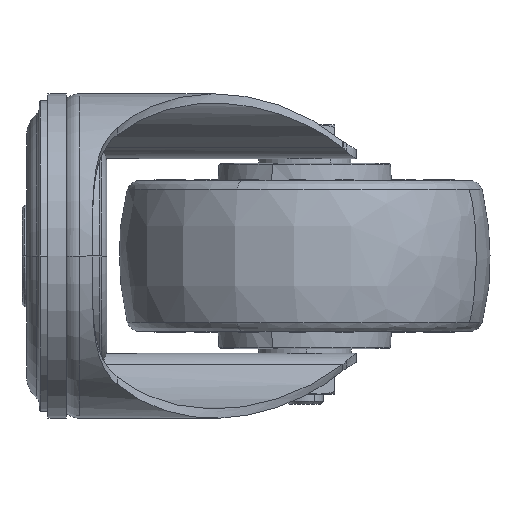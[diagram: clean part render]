
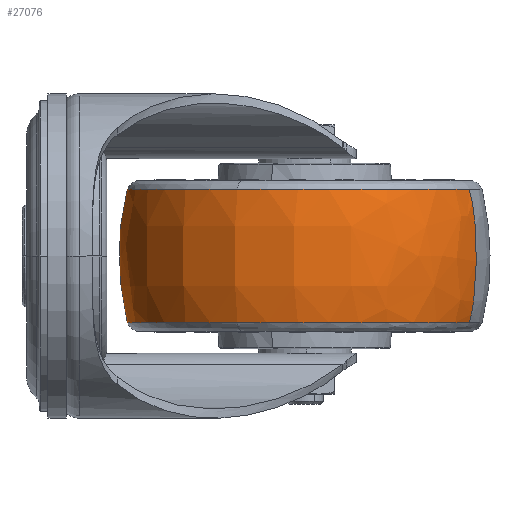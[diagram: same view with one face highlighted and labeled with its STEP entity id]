
A CAD part, left-side view. The second image highlights one B-rep face of the part: STEP entity #27076.
In plain terms, the highlighted free-form (B-spline) face has degree [3, 3] with [4, 4] control points.
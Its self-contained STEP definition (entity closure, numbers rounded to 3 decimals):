
#365 = DIRECTION ( 'NONE',  ( 0., 0., 1. ) ) ;
#630 = DIRECTION ( 'NONE',  ( 0.926, -0.378, 0. ) ) ;
#851 = ORIENTED_EDGE ( 'NONE', *, *, #35531, .F. ) ;
#1003 = FACE_OUTER_BOUND ( 'NONE', #16406, .T. ) ;
#1035 = CIRCLE ( 'NONE', #22143, 38.318 ) ;
#2825 = CARTESIAN_POINT ( 'NONE',  ( 23.505, -96.47, -14.374 ) ) ;
#2897 = DIRECTION ( 'NONE',  ( 0.926, -0.378, 0. ) ) ;
#3030 = VERTEX_POINT ( 'NONE', #2825 ) ;
#3561 = AXIS2_PLACEMENT_3D ( 'NONE', #8547, #28772, #2897 ) ;
#3581 = VERTEX_POINT ( 'NONE', #32546 ) ;
#3821 = CARTESIAN_POINT ( 'NONE',  ( -53.184, -67.915, -7.653 ) ) ;
#4000 = CARTESIAN_POINT ( 'NONE',  ( 23.505, -96.47, 14.374 ) ) ;
#4025 = CARTESIAN_POINT ( 'NONE',  ( -18.445, 3.461, 14.374 ) ) ;
#4037 = ORIENTED_EDGE ( 'NONE', *, *, #28305, .F. ) ;
#4187 = AXIS2_PLACEMENT_3D ( 'NONE', #24084, #9347, #17856 ) ;
#5198 = ORIENTED_EDGE ( 'NONE', *, *, #37237, .F. ) ;
#5942 = CARTESIAN_POINT ( 'NONE',  ( 38., -61., -14.374 ) ) ;
#5982 = CIRCLE ( 'NONE', #4187, 38.318 ) ;
#6639 = CARTESIAN_POINT ( 'NONE',  ( 52.495, -25.53, 14.374 ) ) ;
#7667 = CARTESIAN_POINT ( 'NONE',  ( 2.53, -46.505, 14.374 ) ) ;
#8012 = CARTESIAN_POINT ( 'NONE',  ( 52.495, -25.53, -14.374 ) ) ;
#8223 = VERTEX_POINT ( 'NONE', #36096 ) ;
#8547 = CARTESIAN_POINT ( 'NONE',  ( 38., -61., -14.374 ) ) ;
#9279 = CARTESIAN_POINT ( 'NONE',  ( 53.471, -23.143, 7.653 ) ) ;
#9347 = DIRECTION ( 'NONE',  ( 0., 0., 1. ) ) ;
#9386 = EDGE_CURVE ( 'NONE', #8223, #24467, #36174, .T. ) ;
#12036 = CARTESIAN_POINT ( 'NONE',  ( 23.505, -96.47, -14.374 ) ) ;
#12097 = CARTESIAN_POINT ( 'NONE',  ( -47.435, -67.479, -14.374 ) ) ;
#12492 = CARTESIAN_POINT ( 'NONE',  ( -53.184, -67.915, 7.653 ) ) ;
#12672 = CARTESIAN_POINT ( 'NONE',  ( 53.471, -23.143, -7.653 ) ) ;
#14857 = CARTESIAN_POINT ( 'NONE',  ( 38., -61., 14.374 ) ) ;
#15430 = CARTESIAN_POINT ( 'NONE',  ( 22.529, -98.857, 7.653 ) ) ;
#15490 = CARTESIAN_POINT ( 'NONE',  ( -47.435, -67.479, 14.374 ) ) ;
#16406 = EDGE_LOOP ( 'NONE', ( #5198, #25493, #16933, #4037, #851, #20677 ) ) ;
#16546 = VERTEX_POINT ( 'NONE', #4000 ) ;
#16933 = ORIENTED_EDGE ( 'NONE', *, *, #36632, .F. ) ;
#17426 = CARTESIAN_POINT ( 'NONE',  ( 52.495, -25.53, 14.374 ) ) ;
#17856 = DIRECTION ( 'NONE',  ( -0.926, 0.378, 0. ) ) ;
#17974 = CARTESIAN_POINT ( 'NONE',  ( -22.243, 7.798, -7.653 ) ) ;
#18381 = CARTESIAN_POINT ( 'NONE',  ( 52.495, -25.53, -14.374 ) ) ;
#20476 = DIRECTION ( 'NONE',  ( 0., 0., -1. ) ) ;
#20622 = CARTESIAN_POINT ( 'NONE',  ( -18.445, 3.461, -14.374 ) ) ;
#20677 = ORIENTED_EDGE ( 'NONE', *, *, #36921, .F. ) ;
#21353 =( BOUNDED_CURVE ( )  B_SPLINE_CURVE ( 3, ( #24150, #15430, #27019, #12036 ),
 .UNSPECIFIED., .F., .F. ) 
 B_SPLINE_CURVE_WITH_KNOTS ( ( 4, 4 ),
 ( 0., 1. ),
 .UNSPECIFIED. ) 
 CURVE ( )  GEOMETRIC_REPRESENTATION_ITEM ( )  RATIONAL_B_SPLINE_CURVE ( ( 1., 0.626, 0.626, 1. ) ) 
 REPRESENTATION_ITEM ( '' )  );
#22143 = AXIS2_PLACEMENT_3D ( 'NONE', #14857, #365, #32108 ) ;
#22748 = CARTESIAN_POINT ( 'NONE',  ( 53.471, -23.143, -7.653 ) ) ;
#23226 =( BOUNDED_SURFACE ( )  B_SPLINE_SURFACE ( 3, 3, ( 
 ( #32566, #20622, #12097, #23636 ),
 ( #12672, #17974, #3821, #35214 ),
 ( #9279, #29900, #12492, #26672 ),
 ( #6639, #4025, #15490, #26884 ) ),
 .UNSPECIFIED., .F., .F., .F. ) 
 B_SPLINE_SURFACE_WITH_KNOTS ( ( 4, 4 ),
 ( 4, 4 ),
 ( 0., 1. ),
 ( 0., 1. ),
 .UNSPECIFIED. ) 
 GEOMETRIC_REPRESENTATION_ITEM ( )  RATIONAL_B_SPLINE_SURFACE ( (
 ( 1., 0.333, 0.333, 1.),
 ( 0.626, 0.209, 0.209, 0.626),
 ( 0.626, 0.209, 0.209, 0.626),
 ( 1., 0.333, 0.333, 1.) ) ) 
 REPRESENTATION_ITEM ( '' )  SURFACE ( )  );
#23407 = VERTEX_POINT ( 'NONE', #7667 ) ;
#23636 = CARTESIAN_POINT ( 'NONE',  ( 23.505, -96.47, -14.374 ) ) ;
#24044 = CIRCLE ( 'NONE', #28886, 38.318 ) ;
#24084 = CARTESIAN_POINT ( 'NONE',  ( 38., -61., 14.374 ) ) ;
#24150 = CARTESIAN_POINT ( 'NONE',  ( 23.505, -96.47, 14.374 ) ) ;
#24467 = VERTEX_POINT ( 'NONE', #18381 ) ;
#25493 = ORIENTED_EDGE ( 'NONE', *, *, #9386, .F. ) ;
#26672 = CARTESIAN_POINT ( 'NONE',  ( 22.529, -98.857, 7.653 ) ) ;
#26884 = CARTESIAN_POINT ( 'NONE',  ( 23.505, -96.47, 14.374 ) ) ;
#27019 = CARTESIAN_POINT ( 'NONE',  ( 22.529, -98.857, -7.653 ) ) ;
#27076 = ADVANCED_FACE ( 'NONE', ( #1003 ), #23226, .F. ) ;
#28305 = EDGE_CURVE ( 'NONE', #16546, #3030, #21353, .T. ) ;
#28613 = CARTESIAN_POINT ( 'NONE',  ( 53.471, -23.143, 7.653 ) ) ;
#28772 = DIRECTION ( 'NONE',  ( 0., 0., -1. ) ) ;
#28886 = AXIS2_PLACEMENT_3D ( 'NONE', #5942, #20476, #630 ) ;
#29900 = CARTESIAN_POINT ( 'NONE',  ( -22.243, 7.798, 7.653 ) ) ;
#30613 =( BOUNDED_CURVE ( )  B_SPLINE_CURVE ( 3, ( #8012, #22748, #28613, #17426 ),
 .UNSPECIFIED., .F., .F. ) 
 B_SPLINE_CURVE_WITH_KNOTS ( ( 4, 4 ),
 ( 0., 1. ),
 .UNSPECIFIED. ) 
 CURVE ( )  GEOMETRIC_REPRESENTATION_ITEM ( )  RATIONAL_B_SPLINE_CURVE ( ( 1., 0.626, 0.626, 1. ) ) 
 REPRESENTATION_ITEM ( '' )  );
#32108 = DIRECTION ( 'NONE',  ( -0.926, 0.378, 0. ) ) ;
#32546 = CARTESIAN_POINT ( 'NONE',  ( 52.495, -25.53, 14.374 ) ) ;
#32566 = CARTESIAN_POINT ( 'NONE',  ( 52.495, -25.53, -14.374 ) ) ;
#35214 = CARTESIAN_POINT ( 'NONE',  ( 22.529, -98.857, -7.653 ) ) ;
#35531 = EDGE_CURVE ( 'NONE', #23407, #16546, #1035, .T. ) ;
#36096 = CARTESIAN_POINT ( 'NONE',  ( 2.53, -46.505, -14.374 ) ) ;
#36174 = CIRCLE ( 'NONE', #3561, 38.318 ) ;
#36632 = EDGE_CURVE ( 'NONE', #3030, #8223, #24044, .T. ) ;
#36921 = EDGE_CURVE ( 'NONE', #3581, #23407, #5982, .T. ) ;
#37237 = EDGE_CURVE ( 'NONE', #24467, #3581, #30613, .T. ) ;
